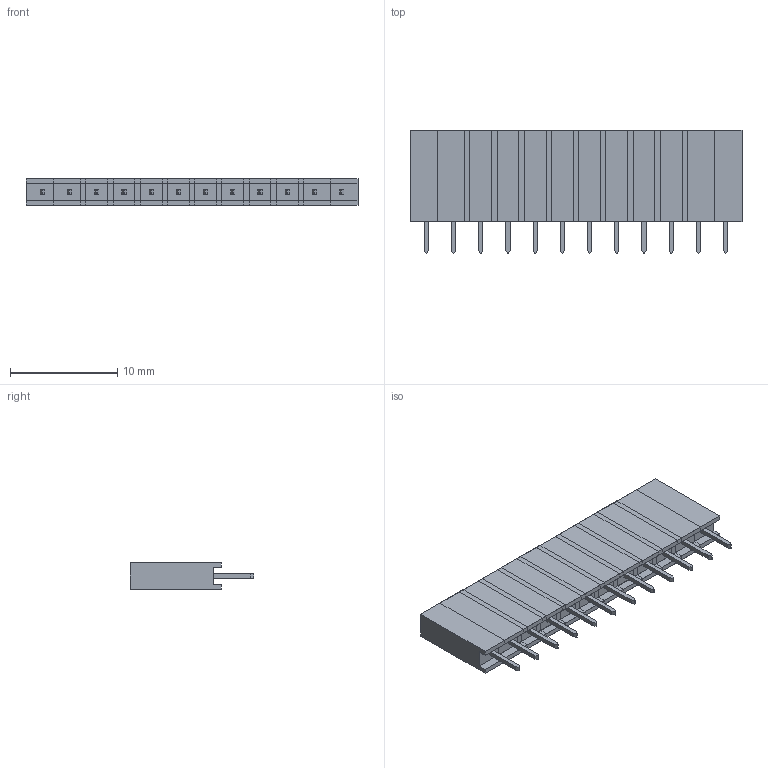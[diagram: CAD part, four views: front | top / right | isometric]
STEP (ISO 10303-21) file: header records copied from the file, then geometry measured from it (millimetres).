
FILE_DESCRIPTION (( 'STEP AP203' ), '1' );
FILE_NAME ('PBS-12.STEP', '2021-05-26T07:54:33', ( '' ), ( '' ), 'SwSTEP 2.0', 'SolidWorks 2020', '' );
FILE_SCHEMA (( 'CONFIG_CONTROL_DESIGN' ));
Length unit declared in the file: millimetre
Products named in the file (2): PBS-12; PBS_
Assembly tree (11 placements, depth 2):
  PBS-12
    PBS_  x11
Bounding box: 30.98 x 11.5 x 2.5 mm (x, y, z)
Surface area: 2345.4 mm2
Topology: 11 solids, 11 shells, 462 faces, 1100 edges, 704 vertices
Faces by surface type: plane 462
Entity records: 1696 total; most frequent: CARTESIAN_POINT 220, DIRECTION 212, ORIENTED_EDGE 200, EDGE_CURVE 100, LINE 100, VECTOR 100, VERTEX_POINT 64, AXIS2_PLACEMENT_3D 56
